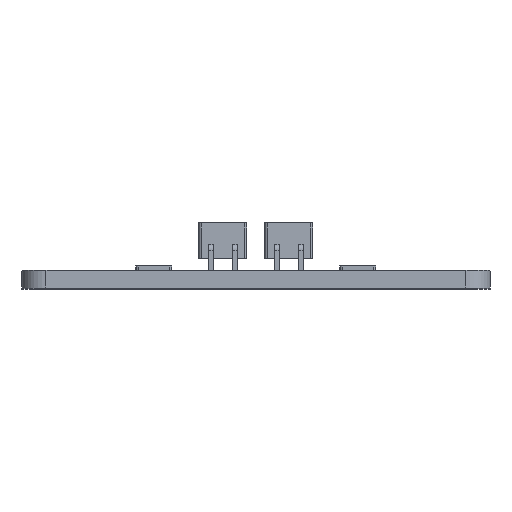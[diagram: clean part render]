
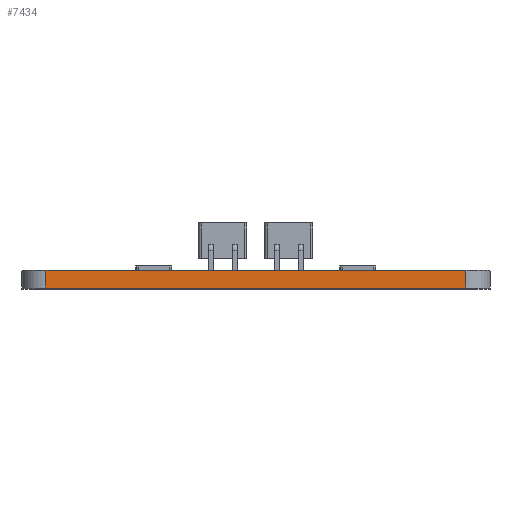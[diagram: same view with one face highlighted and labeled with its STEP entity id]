
A CAD part, top view. The second image highlights one B-rep face of the part: STEP entity #7434.
In plain terms, the highlighted planar face has unit normal (0, 0, 1).
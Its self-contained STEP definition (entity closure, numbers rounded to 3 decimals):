
#468 = DIRECTION ( 'NONE',  ( 0., -1., 0. ) ) ;
#1046 = EDGE_CURVE ( 'NONE', #9726, #12085, #4211, .T. ) ;
#1159 = EDGE_LOOP ( 'NONE', ( #9188, #8914, #10609, #9283 ) ) ;
#1353 = CARTESIAN_POINT ( 'NONE',  ( 17.5, 1.5, 25. ) ) ;
#1523 = DIRECTION ( 'NONE',  ( 1., 0., 0. ) ) ;
#1590 = PLANE ( 'NONE',  #4908 ) ;
#2028 = CARTESIAN_POINT ( 'NONE',  ( -17.5, 1.5, 25. ) ) ;
#2470 = CARTESIAN_POINT ( 'NONE',  ( -17.5, 1.5, 25. ) ) ;
#2823 = VECTOR ( 'NONE', #1523, 1000. ) ;
#2995 = CARTESIAN_POINT ( 'NONE',  ( -17.5, 1.5, 25. ) ) ;
#4211 = LINE ( 'NONE', #7169, #2823 ) ;
#4557 = DIRECTION ( 'NONE',  ( 1., 0., 0. ) ) ;
#4908 = AXIS2_PLACEMENT_3D ( 'NONE', #9202, #7112, #10925 ) ;
#4917 = VERTEX_POINT ( 'NONE', #6018 ) ;
#5034 = CARTESIAN_POINT ( 'NONE',  ( 17.5, 0., 25. ) ) ;
#5498 = VERTEX_POINT ( 'NONE', #2028 ) ;
#6018 = CARTESIAN_POINT ( 'NONE',  ( 17.5, 1.5, 25. ) ) ;
#6803 = EDGE_CURVE ( 'NONE', #5498, #9726, #7745, .T. ) ;
#6978 = EDGE_CURVE ( 'NONE', #4917, #12085, #11703, .T. ) ;
#7112 = DIRECTION ( 'NONE',  ( 0., 0., -1. ) ) ;
#7169 = CARTESIAN_POINT ( 'NONE',  ( -17.5, 0., 25. ) ) ;
#7189 = LINE ( 'NONE', #2470, #10905 ) ;
#7434 = ADVANCED_FACE ( 'NONE', ( #11045 ), #1590, .F. ) ;
#7745 = LINE ( 'NONE', #2995, #11378 ) ;
#8914 = ORIENTED_EDGE ( 'NONE', *, *, #6978, .F. ) ;
#9188 = ORIENTED_EDGE ( 'NONE', *, *, #1046, .T. ) ;
#9202 = CARTESIAN_POINT ( 'NONE',  ( -17.5, 1.5, 25. ) ) ;
#9283 = ORIENTED_EDGE ( 'NONE', *, *, #6803, .T. ) ;
#9712 = CARTESIAN_POINT ( 'NONE',  ( -17.5, 0., 25. ) ) ;
#9726 = VERTEX_POINT ( 'NONE', #9712 ) ;
#9852 = EDGE_CURVE ( 'NONE', #5498, #4917, #7189, .T. ) ;
#10609 = ORIENTED_EDGE ( 'NONE', *, *, #9852, .F. ) ;
#10611 = DIRECTION ( 'NONE',  ( 0., -1., 0. ) ) ;
#10905 = VECTOR ( 'NONE', #4557, 1000. ) ;
#10925 = DIRECTION ( 'NONE',  ( -1., 0., 0. ) ) ;
#11045 = FACE_OUTER_BOUND ( 'NONE', #1159, .T. ) ;
#11378 = VECTOR ( 'NONE', #10611, 1000. ) ;
#11703 = LINE ( 'NONE', #1353, #12078 ) ;
#12078 = VECTOR ( 'NONE', #468, 1000. ) ;
#12085 = VERTEX_POINT ( 'NONE', #5034 ) ;
